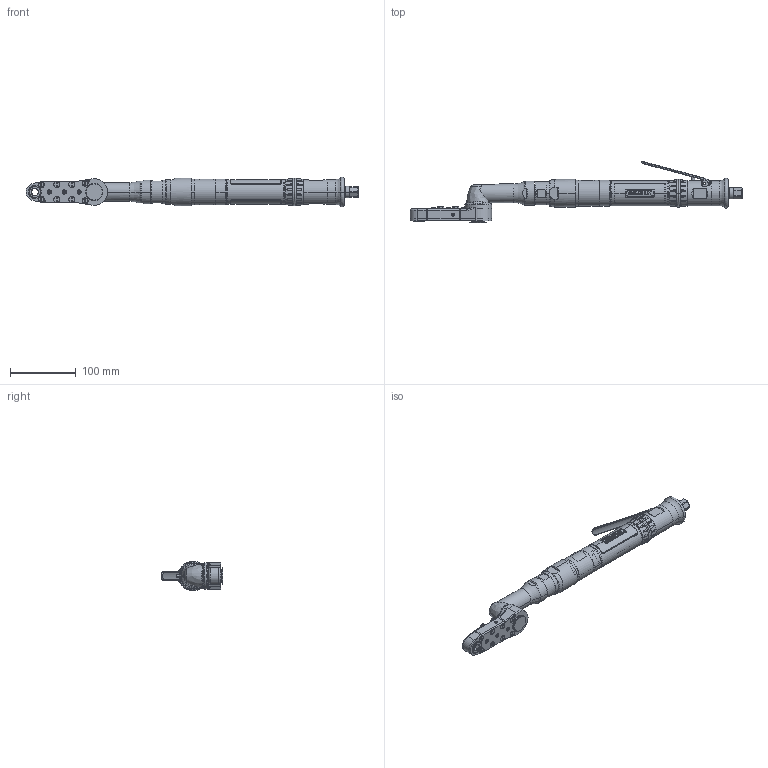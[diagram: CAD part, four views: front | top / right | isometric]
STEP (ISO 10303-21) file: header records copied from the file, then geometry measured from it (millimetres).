
FILE_DESCRIPTION((''),'2;1');
FILE_NAME('AA33LC308-31','2010-09-27T',('EJF1116'),(''),'PRO/ENGINEER BY PARAMETRIC TECHNOLOGY CORPORATION, 2005030','PRO/ENGINEER BY PARAMETRIC TECHNOLOGY CORPORATION, 2005030','');
FILE_SCHEMA(('CONFIG_CONTROL_DESIGN'));
Length unit declared in the file: inch
Products named in the file (1): AA33LC308-31
Bounding box: 506.26 x 94.15 x 45.42 mm (x, y, z)
Surface area: 145096.6 mm2 (no closed solid volume)
Topology: 0 solids, 135 shells, 722 faces, 3371 edges, 2621 vertices
Faces by surface type: cylinder 310, plane 204, bspline 88, cone 84, torus 34, sphere 2
Entity records: 73947 total; most frequent: CARTESIAN_POINT 49113, DIRECTION 4743, ORIENTED_EDGE 4671, EDGE_CURVE 3369, VERTEX_POINT 2621, AXIS2_PLACEMENT_3D 1860, CIRCLE 1226, B_SPLINE_CURVE_WITH_KNOTS 1120
